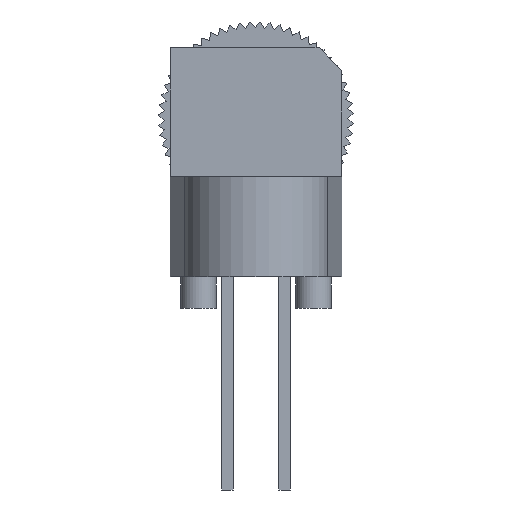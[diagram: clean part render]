
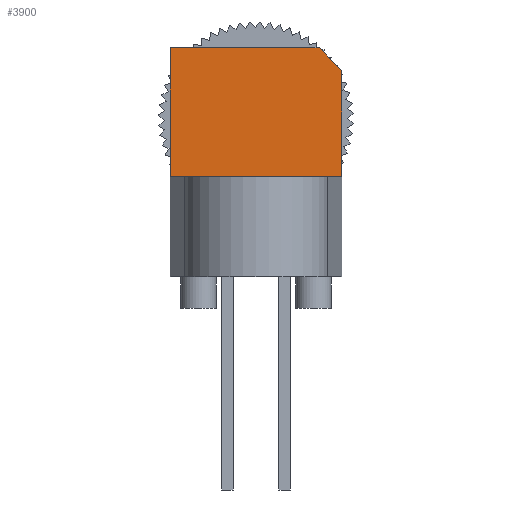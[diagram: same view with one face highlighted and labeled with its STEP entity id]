
A CAD part, left-side view. The second image highlights one B-rep face of the part: STEP entity #3900.
In plain terms, the highlighted planar face has unit normal (-1, 0, 0).
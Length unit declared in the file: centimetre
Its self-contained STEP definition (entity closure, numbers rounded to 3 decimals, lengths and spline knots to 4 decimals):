
#377=VECTOR('',#4640,1.);
#381=VECTOR('',#4645,1.);
#384=VECTOR('',#4649,1.);
#385=VECTOR('',#4650,1.);
#386=VECTOR('',#4651,1.);
#732=LINE('',#7118,#377);
#736=LINE('',#7127,#381);
#739=LINE('',#7132,#384);
#740=LINE('',#7134,#385);
#741=LINE('',#7136,#386);
#1292=VERTEX_POINT('',#7119);
#1293=VERTEX_POINT('',#7120);
#1296=VERTEX_POINT('',#7128);
#1297=VERTEX_POINT('',#7133);
#1298=VERTEX_POINT('',#7135);
#1926=EDGE_CURVE('',#1292,#1293,#732,.T.);
#1930=EDGE_CURVE('',#1296,#1293,#736,.T.);
#1933=EDGE_CURVE('',#1292,#1297,#739,.T.);
#1934=EDGE_CURVE('',#1298,#1297,#740,.T.);
#1935=EDGE_CURVE('',#1296,#1298,#741,.T.);
#3147=ORIENTED_EDGE('',*,*,#1926,.F.);
#3148=ORIENTED_EDGE('',*,*,#1933,.T.);
#3149=ORIENTED_EDGE('',*,*,#1934,.F.);
#3150=ORIENTED_EDGE('',*,*,#1935,.F.);
#3151=ORIENTED_EDGE('',*,*,#1930,.T.);
#3423=EDGE_LOOP('',(#3147,#3148,#3149,#3150,#3151));
#3672=FACE_BOUND('',#3423,.T.);
#3900=ADVANCED_FACE('',(#3672),#7302,.T.);
#4085=AXIS2_PLACEMENT_3D('',#7131,#4648,$);
#4640=DIRECTION('',(0.,-0.707,-0.707));
#4645=DIRECTION('',(0.,0.,1.));
#4648=DIRECTION('',(-1.,0.,0.));
#4649=DIRECTION('',(0.,1.,0.));
#4650=DIRECTION('',(0.,0.,1.));
#4651=DIRECTION('',(0.,1.,0.));
#7118=CARTESIAN_POINT('',(0.3079,-0.3778,0.9176));
#7119=CARTESIAN_POINT('',(0.3079,-0.2794,1.016));
#7120=CARTESIAN_POINT('',(0.3079,-0.381,0.9144));
#7127=CARTESIAN_POINT('',(0.3079,-0.381,0.4445));
#7128=CARTESIAN_POINT('',(0.3079,-0.381,0.4445));
#7131=CARTESIAN_POINT('',(0.3079,0.,0.4445));
#7132=CARTESIAN_POINT('',(0.3079,-0.381,1.016));
#7133=CARTESIAN_POINT('',(0.3079,0.381,1.016));
#7134=CARTESIAN_POINT('',(0.3079,0.381,0.4445));
#7135=CARTESIAN_POINT('',(0.3079,0.381,0.4445));
#7136=CARTESIAN_POINT('',(0.3079,0.,0.4445));
#7302=PLANE('',#4085);
